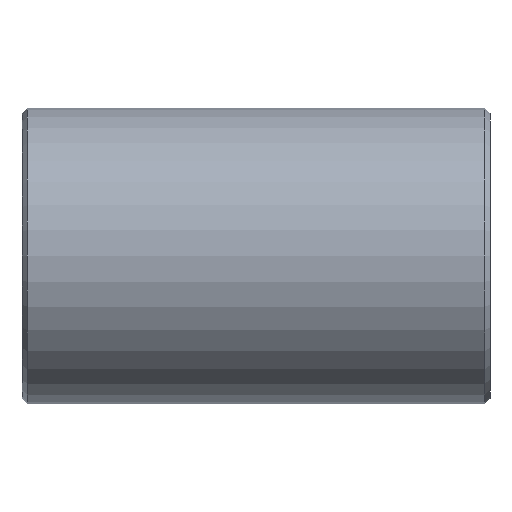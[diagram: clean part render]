
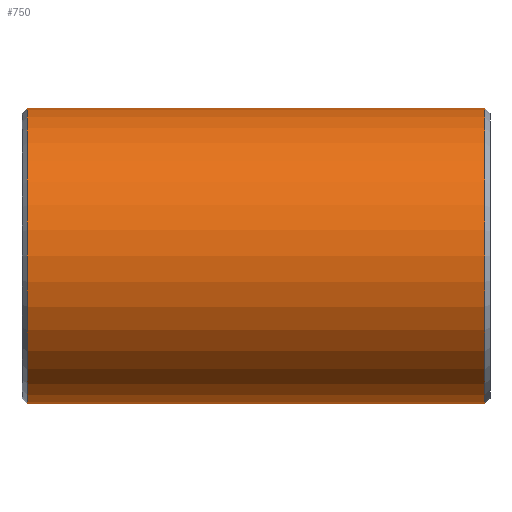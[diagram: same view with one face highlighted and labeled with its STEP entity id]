
A CAD part, front view. The second image highlights one B-rep face of the part: STEP entity #750.
In plain terms, the highlighted cylindrical face has radius 136.525 mm (diameter 273.05 mm), a partial arc.
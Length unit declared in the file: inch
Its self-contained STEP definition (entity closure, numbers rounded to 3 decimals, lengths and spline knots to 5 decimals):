
#73 = DIRECTION ( 'NONE',  ( 0., 0., -1. ) ) ;
#76 = CYLINDRICAL_SURFACE ( 'NONE', #457, 5.375 ) ;
#119 = EDGE_CURVE ( 'NONE', #733, #518, #631, .T. ) ;
#145 = AXIS2_PLACEMENT_3D ( 'NONE', #638, #514, #73 ) ;
#157 = ORIENTED_EDGE ( 'NONE', *, *, #348, .T. ) ;
#198 = CARTESIAN_POINT ( 'NONE',  ( 8.5, 0., -5.375 ) ) ;
#204 = CARTESIAN_POINT ( 'NONE',  ( 8.302, 0., -5.375 ) ) ;
#216 = DIRECTION ( 'NONE',  ( -1., 0., 0. ) ) ;
#221 = VERTEX_POINT ( 'NONE', #204 ) ;
#230 = EDGE_CURVE ( 'NONE', #221, #279, #517, .T. ) ;
#250 = CARTESIAN_POINT ( 'NONE',  ( 8.302, 0., 5.375 ) ) ;
#267 = DIRECTION ( 'NONE',  ( -1., 0., 0. ) ) ;
#272 = VECTOR ( 'NONE', #716, 39.37008 ) ;
#279 = VERTEX_POINT ( 'NONE', #783 ) ;
#321 = CIRCLE ( 'NONE', #528, 5.375 ) ;
#327 = CARTESIAN_POINT ( 'NONE',  ( -8.302, 0., 0. ) ) ;
#348 = EDGE_CURVE ( 'NONE', #518, #279, #321, .T. ) ;
#353 = CIRCLE ( 'NONE', #145, 5.375 ) ;
#387 = EDGE_LOOP ( 'NONE', ( #393, #448, #656, #157 ) ) ;
#393 = ORIENTED_EDGE ( 'NONE', *, *, #230, .F. ) ;
#448 = ORIENTED_EDGE ( 'NONE', *, *, #792, .T. ) ;
#457 = AXIS2_PLACEMENT_3D ( 'NONE', #644, #267, #574 ) ;
#484 = CARTESIAN_POINT ( 'NONE',  ( -8.302, 0., 5.375 ) ) ;
#514 = DIRECTION ( 'NONE',  ( -1., 0., 0. ) ) ;
#517 = LINE ( 'NONE', #198, #272 ) ;
#518 = VERTEX_POINT ( 'NONE', #484 ) ;
#528 = AXIS2_PLACEMENT_3D ( 'NONE', #327, #711, #765 ) ;
#542 = CARTESIAN_POINT ( 'NONE',  ( 8.5, 0., 5.375 ) ) ;
#574 = DIRECTION ( 'NONE',  ( 0., 0., 1. ) ) ;
#631 = LINE ( 'NONE', #542, #645 ) ;
#638 = CARTESIAN_POINT ( 'NONE',  ( 8.302, 0., 0. ) ) ;
#644 = CARTESIAN_POINT ( 'NONE',  ( 8.5, 0., 0. ) ) ;
#645 = VECTOR ( 'NONE', #216, 39.37008 ) ;
#656 = ORIENTED_EDGE ( 'NONE', *, *, #119, .T. ) ;
#708 = FACE_OUTER_BOUND ( 'NONE', #387, .T. ) ;
#711 = DIRECTION ( 'NONE',  ( 1., 0., 0. ) ) ;
#716 = DIRECTION ( 'NONE',  ( -1., 0., 0. ) ) ;
#733 = VERTEX_POINT ( 'NONE', #250 ) ;
#750 = ADVANCED_FACE ( 'NONE', ( #708 ), #76, .T. ) ;
#765 = DIRECTION ( 'NONE',  ( 0., 0., 1. ) ) ;
#783 = CARTESIAN_POINT ( 'NONE',  ( -8.302, 0., -5.375 ) ) ;
#792 = EDGE_CURVE ( 'NONE', #221, #733, #353, .T. ) ;
